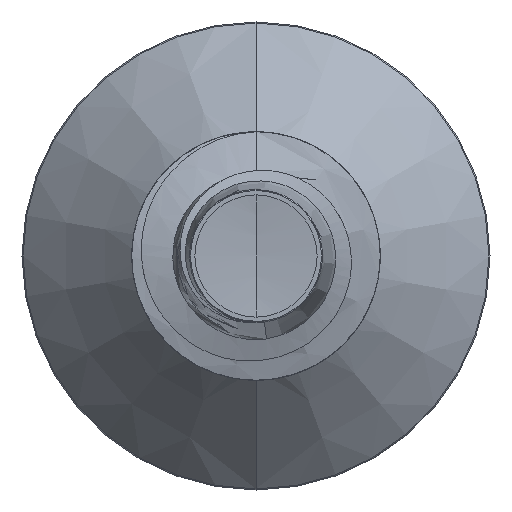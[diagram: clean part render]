
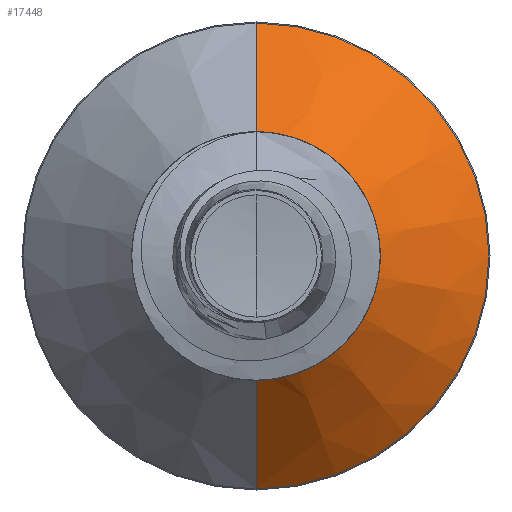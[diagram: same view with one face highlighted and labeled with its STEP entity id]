
A CAD part, front view. The second image highlights one B-rep face of the part: STEP entity #17448.
In plain terms, the highlighted conical face has half-angle 45 degrees and reference radius 2.744 mm.
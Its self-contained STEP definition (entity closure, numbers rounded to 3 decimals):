
#2532 = ORIENTED_EDGE ( 'NONE', *, *, #26749, .F. ) ;
#2633 = AXIS2_PLACEMENT_3D ( 'NONE', #24694, #12930, #26306 ) ;
#3972 = LINE ( 'NONE', #27193, #26599 ) ;
#4261 = AXIS2_PLACEMENT_3D ( 'NONE', #16890, #16854, #17224 ) ;
#4329 = AXIS2_PLACEMENT_3D ( 'NONE', #21810, #8334, #23529 ) ;
#8334 = DIRECTION ( 'NONE',  ( 0., 1., 0. ) ) ;
#9243 = VECTOR ( 'NONE', #11393, 1000. ) ;
#10153 = CONICAL_SURFACE ( 'NONE', #4261, 2.745, 0.785 ) ;
#10282 = VERTEX_POINT ( 'NONE', #17800 ) ;
#11393 = DIRECTION ( 'NONE',  ( 0., 0.707, 0.707 ) ) ;
#11865 = VERTEX_POINT ( 'NONE', #13925 ) ;
#12930 = DIRECTION ( 'NONE',  ( 0., 1., 0. ) ) ;
#13925 = CARTESIAN_POINT ( 'NONE',  ( 0., 31.245, -2.745 ) ) ;
#16648 = LINE ( 'NONE', #25365, #9243 ) ;
#16854 = DIRECTION ( 'NONE',  ( 0., 1., 0. ) ) ;
#16890 = CARTESIAN_POINT ( 'NONE',  ( 0., 31.245, 0. ) ) ;
#17224 = DIRECTION ( 'NONE',  ( 0., 0., 1. ) ) ;
#17448 = ADVANCED_FACE ( 'NONE', ( #22356 ), #10153, .T. ) ;
#17800 = CARTESIAN_POINT ( 'NONE',  ( 0., 34.124, -5.624 ) ) ;
#18115 = CARTESIAN_POINT ( 'NONE',  ( 0., 34.124, 5.624 ) ) ;
#18278 = CARTESIAN_POINT ( 'NONE',  ( 0., 31.245, 2.745 ) ) ;
#20378 = EDGE_LOOP ( 'NONE', ( #21616, #26007, #2532, #22148 ) ) ;
#21616 = ORIENTED_EDGE ( 'NONE', *, *, #24870, .T. ) ;
#21765 = CIRCLE ( 'NONE', #4329, 2.745 ) ;
#21810 = CARTESIAN_POINT ( 'NONE',  ( 0., 31.245, 0. ) ) ;
#22148 = ORIENTED_EDGE ( 'NONE', *, *, #24955, .F. ) ;
#22356 = FACE_OUTER_BOUND ( 'NONE', #20378, .T. ) ;
#22469 = DIRECTION ( 'NONE',  ( 0., 0.707, -0.707 ) ) ;
#22554 = CIRCLE ( 'NONE', #2633, 5.624 ) ;
#23529 = DIRECTION ( 'NONE',  ( 0., 0., 1. ) ) ;
#24694 = CARTESIAN_POINT ( 'NONE',  ( 0., 34.124, 0. ) ) ;
#24870 = EDGE_CURVE ( 'NONE', #27373, #11865, #21765, .T. ) ;
#24955 = EDGE_CURVE ( 'NONE', #27373, #27166, #16648, .T. ) ;
#25365 = CARTESIAN_POINT ( 'NONE',  ( 0., 31.245, 2.745 ) ) ;
#26007 = ORIENTED_EDGE ( 'NONE', *, *, #26265, .T. ) ;
#26265 = EDGE_CURVE ( 'NONE', #11865, #10282, #3972, .T. ) ;
#26306 = DIRECTION ( 'NONE',  ( 0., 0., 1. ) ) ;
#26599 = VECTOR ( 'NONE', #22469, 1000. ) ;
#26749 = EDGE_CURVE ( 'NONE', #27166, #10282, #22554, .T. ) ;
#27166 = VERTEX_POINT ( 'NONE', #18115 ) ;
#27193 = CARTESIAN_POINT ( 'NONE',  ( 0., 31.245, -2.745 ) ) ;
#27373 = VERTEX_POINT ( 'NONE', #18278 ) ;
